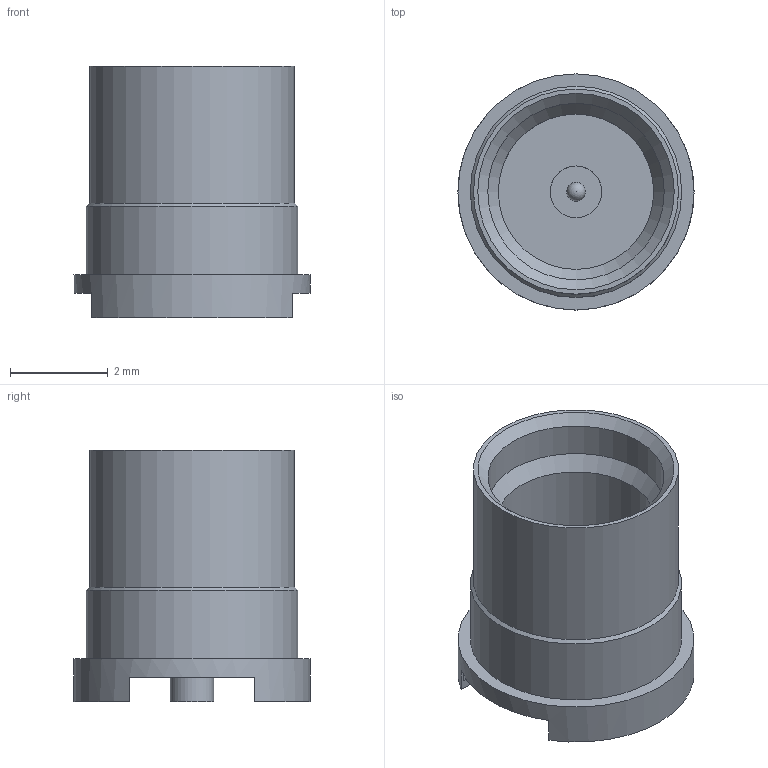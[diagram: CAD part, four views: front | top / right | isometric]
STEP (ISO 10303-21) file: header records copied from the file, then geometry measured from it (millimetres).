
FILE_DESCRIPTION (( 'STEP AP203' ), '1' );
FILE_NAME ('PE44947_3D.step', '2022-03-02T22:32:11', ( '' ), ( '' ), 'SwSTEP 2.0', 'SolidWorks 2021', '' );
FILE_SCHEMA (( 'CONFIG_CONTROL_DESIGN' ));
Length unit declared in the file: inch
Products named in the file (1): PE44947_3D
Bounding box: 4.83 x 4.83 x 5.13 mm (x, y, z)
Volume: 45.1 mm3; surface area: 236.6 mm2
Topology: 3 solids, 3 shells, 45 faces, 97 edges, 62 vertices
Faces by surface type: plane 26, cylinder 15, cone 3, sphere 1
Full cylindrical faces by diameter (mm): 0.381 x1, 0.762 x2, 0.889 x1, 1.059 x1, 1.778 x2, 3.175 x1, 3.607 x1, 4.191 x2, 4.318 x1, 4.699 x2, 4.826 x1
Entity records: 1165 total; most frequent: DIRECTION 204, CARTESIAN_POINT 174, ORIENTED_EDGE 144, AXIS2_PLACEMENT_3D 86, EDGE_LOOP 74, EDGE_CURVE 72, FACE_OUTER_BOUND 60, VERTEX_POINT 56
